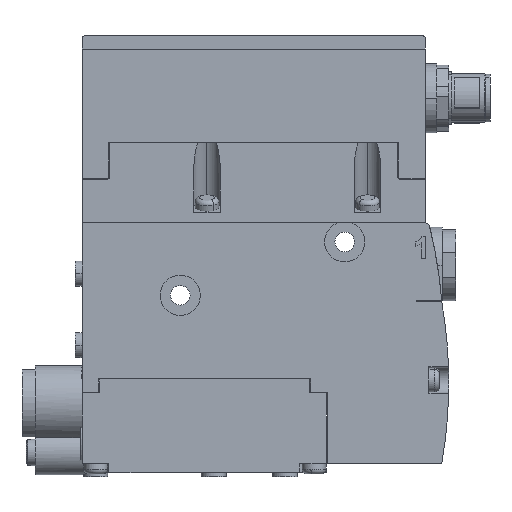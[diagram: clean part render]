
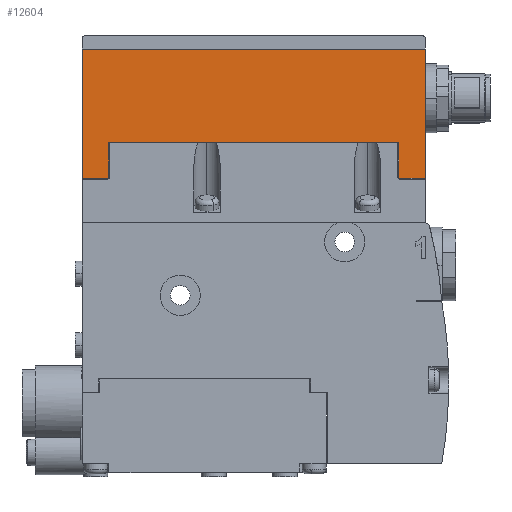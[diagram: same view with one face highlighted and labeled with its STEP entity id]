
A CAD part, front view. The second image highlights one B-rep face of the part: STEP entity #12604.
In plain terms, the highlighted planar face has unit normal (0, -1, 0).
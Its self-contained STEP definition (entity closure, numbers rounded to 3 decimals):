
#306 = ORIENTED_EDGE ( 'NONE', *, *, #11109, .F. ) ;
#477 = VERTEX_POINT ( 'NONE', #17118 ) ;
#898 = DIRECTION ( 'NONE',  ( 0., 0., -1. ) ) ;
#1063 = ORIENTED_EDGE ( 'NONE', *, *, #6191, .T. ) ;
#1248 = DIRECTION ( 'NONE',  ( 1., 0., 0. ) ) ;
#1402 = CARTESIAN_POINT ( 'NONE',  ( 77., 0., 10. ) ) ;
#1753 = DIRECTION ( 'NONE',  ( -1., 0., 0. ) ) ;
#1770 = DIRECTION ( 'NONE',  ( 0., 0., -1. ) ) ;
#2824 = EDGE_LOOP ( 'NONE', ( #14374, #14125, #12786, #1063, #14613, #306, #18610, #8570 ) ) ;
#3343 = VECTOR ( 'NONE', #10216, 1000. ) ;
#3348 = EDGE_CURVE ( 'NONE', #13299, #8470, #5614, .T. ) ;
#4615 = DIRECTION ( 'NONE',  ( -1., 0., 0. ) ) ;
#4809 = VERTEX_POINT ( 'NONE', #7237 ) ;
#5614 = LINE ( 'NONE', #12056, #8074 ) ;
#5986 = LINE ( 'NONE', #12020, #14596 ) ;
#5998 = DIRECTION ( 'NONE',  ( -1., 0., 0. ) ) ;
#6191 = EDGE_CURVE ( 'NONE', #16167, #14999, #5986, .T. ) ;
#6472 = AXIS2_PLACEMENT_3D ( 'NONE', #6803, #16043, #12932 ) ;
#6790 = VECTOR ( 'NONE', #4615, 1000. ) ;
#6803 = CARTESIAN_POINT ( 'NONE',  ( 0., 0., 39. ) ) ;
#6832 = LINE ( 'NONE', #14672, #18535 ) ;
#6981 = VERTEX_POINT ( 'NONE', #12532 ) ;
#6993 = PLANE ( 'NONE',  #6472 ) ;
#7221 = CARTESIAN_POINT ( 'NONE',  ( 77., 0., 39. ) ) ;
#7237 = CARTESIAN_POINT ( 'NONE',  ( 0., 0., 10. ) ) ;
#7892 = LINE ( 'NONE', #9405, #10651 ) ;
#8074 = VECTOR ( 'NONE', #18200, 1000. ) ;
#8470 = VERTEX_POINT ( 'NONE', #7221 ) ;
#8570 = ORIENTED_EDGE ( 'NONE', *, *, #14283, .T. ) ;
#8805 = FACE_OUTER_BOUND ( 'NONE', #2824, .T. ) ;
#9051 = CARTESIAN_POINT ( 'NONE',  ( 0., 0., 39. ) ) ;
#9089 = CARTESIAN_POINT ( 'NONE',  ( 6., 0., 18. ) ) ;
#9201 = CARTESIAN_POINT ( 'NONE',  ( 0., 0., 10. ) ) ;
#9405 = CARTESIAN_POINT ( 'NONE',  ( 0., 0., 18. ) ) ;
#10216 = DIRECTION ( 'NONE',  ( 0., 0., 1. ) ) ;
#10553 = CARTESIAN_POINT ( 'NONE',  ( 6., 0., 10. ) ) ;
#10651 = VECTOR ( 'NONE', #1770, 1000. ) ;
#11109 = EDGE_CURVE ( 'NONE', #13299, #477, #12217, .T. ) ;
#12020 = CARTESIAN_POINT ( 'NONE',  ( 0., 0., 18. ) ) ;
#12056 = CARTESIAN_POINT ( 'NONE',  ( 77., 0., 18. ) ) ;
#12217 = LINE ( 'NONE', #18360, #19602 ) ;
#12532 = CARTESIAN_POINT ( 'NONE',  ( 0., 0., 39. ) ) ;
#12604 = ADVANCED_FACE ( 'NONE', ( #8805 ), #6993, .F. ) ;
#12695 = VECTOR ( 'NONE', #5998, 1000. ) ;
#12786 = ORIENTED_EDGE ( 'NONE', *, *, #19230, .F. ) ;
#12932 = DIRECTION ( 'NONE',  ( 1., 0., 0. ) ) ;
#13299 = VERTEX_POINT ( 'NONE', #1402 ) ;
#13634 = LINE ( 'NONE', #9201, #12695 ) ;
#13699 = CARTESIAN_POINT ( 'NONE',  ( 71., 0., 18. ) ) ;
#13837 = EDGE_CURVE ( 'NONE', #6981, #4809, #7892, .T. ) ;
#14125 = ORIENTED_EDGE ( 'NONE', *, *, #18247, .F. ) ;
#14283 = EDGE_CURVE ( 'NONE', #8470, #6981, #15087, .T. ) ;
#14374 = ORIENTED_EDGE ( 'NONE', *, *, #13837, .T. ) ;
#14596 = VECTOR ( 'NONE', #1248, 1000. ) ;
#14613 = ORIENTED_EDGE ( 'NONE', *, *, #17346, .F. ) ;
#14672 = CARTESIAN_POINT ( 'NONE',  ( 6., 0., 10. ) ) ;
#14999 = VERTEX_POINT ( 'NONE', #13699 ) ;
#15087 = LINE ( 'NONE', #9051, #6790 ) ;
#16043 = DIRECTION ( 'NONE',  ( 0., 1., 0. ) ) ;
#16167 = VERTEX_POINT ( 'NONE', #9089 ) ;
#16462 = CARTESIAN_POINT ( 'NONE',  ( 71., 0., 18. ) ) ;
#17082 = VERTEX_POINT ( 'NONE', #10553 ) ;
#17118 = CARTESIAN_POINT ( 'NONE',  ( 71., 0., 10. ) ) ;
#17346 = EDGE_CURVE ( 'NONE', #477, #14999, #19279, .T. ) ;
#18200 = DIRECTION ( 'NONE',  ( 0., 0., 1. ) ) ;
#18247 = EDGE_CURVE ( 'NONE', #17082, #4809, #13634, .T. ) ;
#18360 = CARTESIAN_POINT ( 'NONE',  ( 71., 0., 10. ) ) ;
#18535 = VECTOR ( 'NONE', #898, 1000. ) ;
#18610 = ORIENTED_EDGE ( 'NONE', *, *, #3348, .T. ) ;
#19230 = EDGE_CURVE ( 'NONE', #16167, #17082, #6832, .T. ) ;
#19279 = LINE ( 'NONE', #16462, #3343 ) ;
#19602 = VECTOR ( 'NONE', #1753, 1000. ) ;
